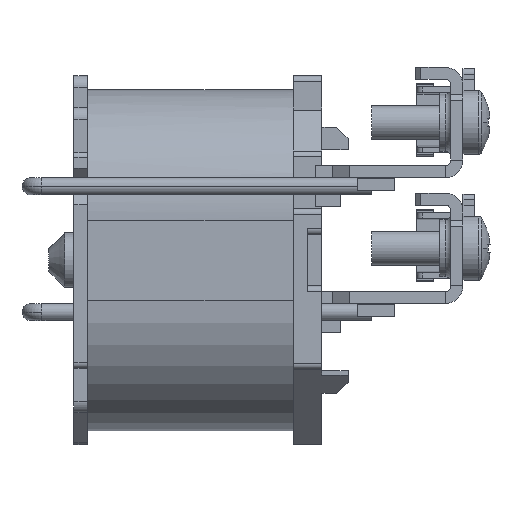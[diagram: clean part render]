
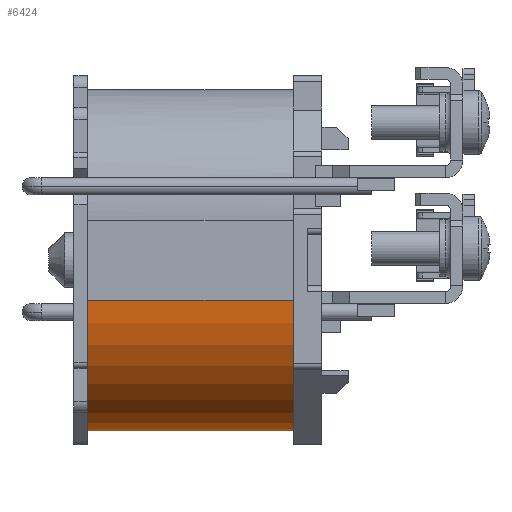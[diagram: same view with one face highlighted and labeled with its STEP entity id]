
A CAD part, left-side view. The second image highlights one B-rep face of the part: STEP entity #6424.
In plain terms, the highlighted cylindrical face has radius 11.5 mm (diameter 23 mm), a partial arc.
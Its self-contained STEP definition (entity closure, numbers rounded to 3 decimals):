
#38 = AXIS2_PLACEMENT_3D ( 'NONE', #8410, #1606, #7412 ) ;
#54 = VERTEX_POINT ( 'NONE', #2214 ) ;
#136 = DIRECTION ( 'NONE',  ( 0., -1., 0. ) ) ;
#317 = VERTEX_POINT ( 'NONE', #6544 ) ;
#846 = CARTESIAN_POINT ( 'NONE',  ( -6.5, 20.6, -3.5 ) ) ;
#1606 = DIRECTION ( 'NONE',  ( 0., -1., 0. ) ) ;
#2214 = CARTESIAN_POINT ( 'NONE',  ( -6.5, 2.5, -15. ) ) ;
#2868 = VERTEX_POINT ( 'NONE', #11260 ) ;
#2931 = CARTESIAN_POINT ( 'NONE',  ( -18., 20.6, -3.5 ) ) ;
#3039 = VERTEX_POINT ( 'NONE', #10735 ) ;
#3464 = ORIENTED_EDGE ( 'NONE', *, *, #8411, .F. ) ;
#3504 = LINE ( 'NONE', #6556, #8656 ) ;
#3791 = FACE_OUTER_BOUND ( 'NONE', #5300, .T. ) ;
#5300 = EDGE_LOOP ( 'NONE', ( #11892, #3464, #7263, #6886 ) ) ;
#5647 = VECTOR ( 'NONE', #136, 1000. ) ;
#5786 = CIRCLE ( 'NONE', #10477, 11.5 ) ;
#5879 = AXIS2_PLACEMENT_3D ( 'NONE', #846, #11520, #6516 ) ;
#5912 = EDGE_CURVE ( 'NONE', #317, #2868, #5786, .T. ) ;
#6225 = EDGE_CURVE ( 'NONE', #3039, #54, #7464, .T. ) ;
#6424 = ADVANCED_FACE ( 'NONE', ( #3791 ), #6832, .T. ) ;
#6516 = DIRECTION ( 'NONE',  ( 0., 0., -1. ) ) ;
#6544 = CARTESIAN_POINT ( 'NONE',  ( -6.5, 20.6, -15. ) ) ;
#6556 = CARTESIAN_POINT ( 'NONE',  ( -6.5, 20.6, -15. ) ) ;
#6826 = CARTESIAN_POINT ( 'NONE',  ( -6.5, 20.6, -3.5 ) ) ;
#6832 = CYLINDRICAL_SURFACE ( 'NONE', #5879, 11.5 ) ;
#6886 = ORIENTED_EDGE ( 'NONE', *, *, #7451, .F. ) ;
#7263 = ORIENTED_EDGE ( 'NONE', *, *, #6225, .F. ) ;
#7412 = DIRECTION ( 'NONE',  ( 0., 0., -1. ) ) ;
#7451 = EDGE_CURVE ( 'NONE', #2868, #3039, #8368, .T. ) ;
#7464 = CIRCLE ( 'NONE', #38, 11.5 ) ;
#8368 = LINE ( 'NONE', #2931, #5647 ) ;
#8410 = CARTESIAN_POINT ( 'NONE',  ( -6.5, 2.5, -3.5 ) ) ;
#8411 = EDGE_CURVE ( 'NONE', #54, #317, #3504, .T. ) ;
#8656 = VECTOR ( 'NONE', #12403, 1000. ) ;
#8691 = DIRECTION ( 'NONE',  ( 0., 1., 0. ) ) ;
#10477 = AXIS2_PLACEMENT_3D ( 'NONE', #6826, #8691, #11624 ) ;
#10735 = CARTESIAN_POINT ( 'NONE',  ( -18., 2.5, -3.5 ) ) ;
#11260 = CARTESIAN_POINT ( 'NONE',  ( -18., 20.6, -3.5 ) ) ;
#11520 = DIRECTION ( 'NONE',  ( 0., -1., 0. ) ) ;
#11624 = DIRECTION ( 'NONE',  ( 0., 0., -1. ) ) ;
#11892 = ORIENTED_EDGE ( 'NONE', *, *, #5912, .F. ) ;
#12403 = DIRECTION ( 'NONE',  ( 0., 1., 0. ) ) ;
